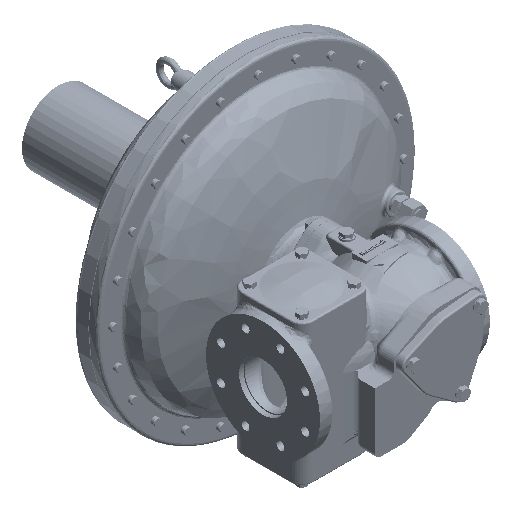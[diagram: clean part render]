
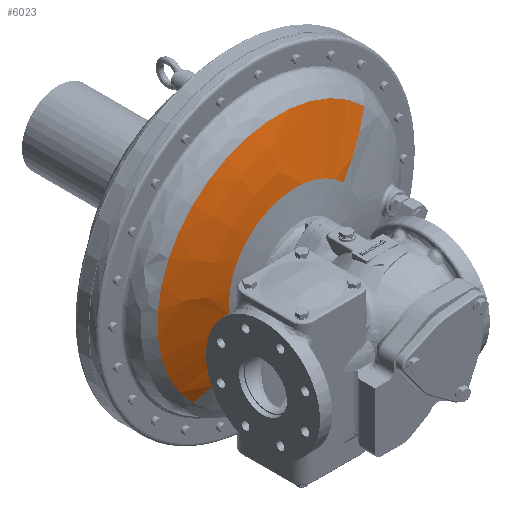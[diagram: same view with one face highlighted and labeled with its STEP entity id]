
A CAD part, isometric view. The second image highlights one B-rep face of the part: STEP entity #6023.
In plain terms, the highlighted free-form (B-spline) face has degree [3, 3] with [4, 4] control points.
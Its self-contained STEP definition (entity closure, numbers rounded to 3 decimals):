
#2987 = VERTEX_POINT ( 'NONE', #132356 ) ;
#6023 = ADVANCED_FACE ( 'NONE', ( #155222 ), #138341, .T. ) ;
#7952 = CIRCLE ( 'NONE', #29059, 117.513 ) ;
#10180 = ORIENTED_EDGE ( 'NONE', *, *, #112852, .F. ) ;
#10737 = VERTEX_POINT ( 'NONE', #147172 ) ;
#13278 = CIRCLE ( 'NONE', #89643, 360. ) ;
#21785 = CIRCLE ( 'NONE', #124799, 117.513 ) ;
#23102 = ORIENTED_EDGE ( 'NONE', *, *, #29348, .T. ) ;
#29059 = AXIS2_PLACEMENT_3D ( 'NONE', #35959, #124034, #48680 ) ;
#29348 = EDGE_CURVE ( 'NONE', #2987, #159342, #48451, .T. ) ;
#30111 = EDGE_CURVE ( 'NONE', #2987, #31501, #136838, .T. ) ;
#31501 = VERTEX_POINT ( 'NONE', #150500 ) ;
#35739 = DIRECTION ( 'NONE',  ( -0.707, 0., -0.707 ) ) ;
#35959 = CARTESIAN_POINT ( 'NONE',  ( 0., 157.069, 0. ) ) ;
#36309 = DIRECTION ( 'NONE',  ( -0.707, 0., 0.707 ) ) ;
#36638 = CARTESIAN_POINT ( 'NONE',  ( -38.891, 511.599, -38.891 ) ) ;
#41951 = CARTESIAN_POINT ( 'NONE',  ( 0., 157.069, 0. ) ) ;
#43626 = CARTESIAN_POINT ( 'NONE',  ( -83.094, 157.069, -83.094 ) ) ;
#46414 = CARTESIAN_POINT ( 'NONE',  ( -117.513, 157.069, 0. ) ) ;
#48451 = CIRCLE ( 'NONE', #73501, 360. ) ;
#48680 = DIRECTION ( 'NONE',  ( -0.707, 0., -0.707 ) ) ;
#54681 = DIRECTION ( 'NONE',  ( -0.707, 0., -0.707 ) ) ;
#65237 = ORIENTED_EDGE ( 'NONE', *, *, #151626, .T. ) ;
#70575 = CARTESIAN_POINT ( 'NONE',  ( 38.891, 511.599, 38.891 ) ) ;
#73501 = AXIS2_PLACEMENT_3D ( 'NONE', #36638, #36309, #35739 ) ;
#75379 = ORIENTED_EDGE ( 'NONE', *, *, #109876, .T. ) ;
#78061 = VERTEX_POINT ( 'NONE', #46414 ) ;
#83251 = DIRECTION ( 'NONE',  ( 0.707, 0., 0.707 ) ) ;
#88964 = CARTESIAN_POINT ( 'NONE',  ( 83.094, 157.069, 83.094 ) ) ;
#88990 = CARTESIAN_POINT ( 'NONE',  ( -83.094, 157.069, 249.283 ) ) ;
#89643 = AXIS2_PLACEMENT_3D ( 'NONE', #70575, #158542, #83251 ) ;
#89734 = CARTESIAN_POINT ( 'NONE',  ( -249.283, 157.069, 83.094 ) ) ;
#89859 = CARTESIAN_POINT ( 'NONE',  ( -83.094, 157.069, -83.094 ) ) ;
#89886 = CARTESIAN_POINT ( 'NONE',  ( 106.432, 162.888, 106.432 ) ) ;
#90063 = CARTESIAN_POINT ( 'NONE',  ( -106.432, 162.888, 319.295 ) ) ;
#90092 = CARTESIAN_POINT ( 'NONE',  ( -319.295, 162.888, 106.432 ) ) ;
#90173 = EDGE_LOOP ( 'NONE', ( #10180, #122043, #23102, #65237, #75379 ) ) ;
#90274 = CARTESIAN_POINT ( 'NONE',  ( -106.432, 162.888, -106.432 ) ) ;
#90390 = CARTESIAN_POINT ( 'NONE',  ( 128.972, 173.23, 128.972 ) ) ;
#90597 = CARTESIAN_POINT ( 'NONE',  ( -128.972, 173.23, 386.917 ) ) ;
#90622 = CARTESIAN_POINT ( 'NONE',  ( -386.917, 173.23, 128.972 ) ) ;
#90811 = CARTESIAN_POINT ( 'NONE',  ( -128.972, 173.23, -128.972 ) ) ;
#90938 = CARTESIAN_POINT ( 'NONE',  ( 150.28, 187.894, 150.28 ) ) ;
#90966 = CARTESIAN_POINT ( 'NONE',  ( -150.28, 187.894, 450.841 ) ) ;
#91155 = CARTESIAN_POINT ( 'NONE',  ( -150.28, 187.894, -150.28 ) ) ;
#91356 = CARTESIAN_POINT ( 'NONE',  ( -450.841, 187.894, 150.28 ) ) ;
#94286 = DIRECTION ( 'NONE',  ( -0.707, 0., -0.707 ) ) ;
#94444 = DIRECTION ( 'NONE',  ( 0., 1., 0. ) ) ;
#94468 = CARTESIAN_POINT ( 'NONE',  ( 0., 187.894, 0. ) ) ;
#109876 = EDGE_CURVE ( 'NONE', #78061, #10737, #21785, .T. ) ;
#112852 = EDGE_CURVE ( 'NONE', #31501, #10737, #13278, .T. ) ;
#122043 = ORIENTED_EDGE ( 'NONE', *, *, #30111, .F. ) ;
#124034 = DIRECTION ( 'NONE',  ( 0., 1., 0. ) ) ;
#124799 = AXIS2_PLACEMENT_3D ( 'NONE', #41951, #129964, #54681 ) ;
#129964 = DIRECTION ( 'NONE',  ( 0., 1., 0. ) ) ;
#132356 = CARTESIAN_POINT ( 'NONE',  ( -150.28, 187.894, -150.28 ) ) ;
#136838 = CIRCLE ( 'NONE', #151530, 212.528 ) ;
#138341 =( BOUNDED_SURFACE ( )  B_SPLINE_SURFACE ( 3, 3, ( 
 ( #91155, #91356, #90966, #90938 ),
 ( #90811, #90622, #90597, #90390 ),
 ( #90274, #90092, #90063, #89886 ),
 ( #89859, #89734, #88990, #88964 ) ),
 .UNSPECIFIED., .F., .F., .F. ) 
 B_SPLINE_SURFACE_WITH_KNOTS ( ( 4, 4 ),
 ( 4, 4 ),
 ( 0., 1. ),
 ( 0., 1. ),
 .UNSPECIFIED. ) 
 GEOMETRIC_REPRESENTATION_ITEM ( )  RATIONAL_B_SPLINE_SURFACE ( (
 ( 1., 0.333, 0.333, 1.),
 ( 0.994, 0.331, 0.331, 0.994),
 ( 0.994, 0.331, 0.331, 0.994),
 ( 1., 0.333, 0.333, 1.) ) ) 
 REPRESENTATION_ITEM ( '' )  SURFACE ( )  );
#147172 = CARTESIAN_POINT ( 'NONE',  ( 83.094, 157.069, 83.094 ) ) ;
#150500 = CARTESIAN_POINT ( 'NONE',  ( 150.28, 187.894, 150.28 ) ) ;
#151530 = AXIS2_PLACEMENT_3D ( 'NONE', #94468, #94444, #94286 ) ;
#151626 = EDGE_CURVE ( 'NONE', #159342, #78061, #7952, .T. ) ;
#155222 = FACE_OUTER_BOUND ( 'NONE', #90173, .T. ) ;
#158542 = DIRECTION ( 'NONE',  ( 0.707, 0., -0.707 ) ) ;
#159342 = VERTEX_POINT ( 'NONE', #43626 ) ;
